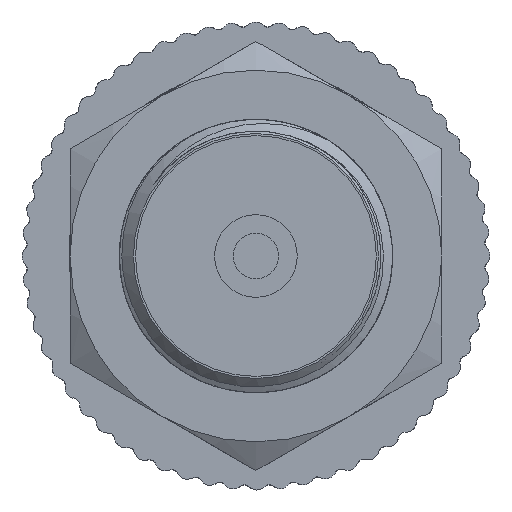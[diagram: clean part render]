
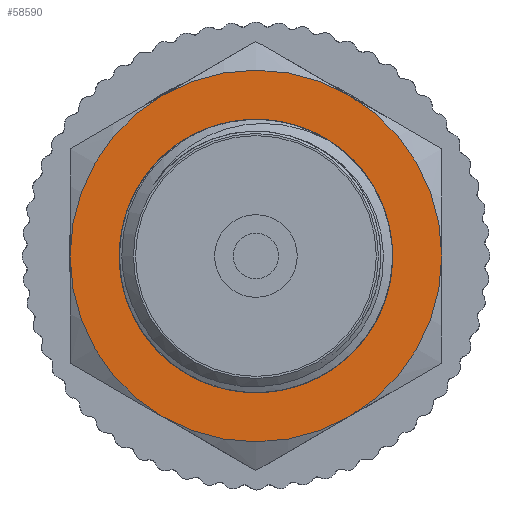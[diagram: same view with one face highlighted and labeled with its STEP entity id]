
A CAD part, left-side view. The second image highlights one B-rep face of the part: STEP entity #58590.
In plain terms, the highlighted face is planar.
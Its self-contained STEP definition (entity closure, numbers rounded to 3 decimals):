
#4459=FACE_BOUND('',#15322,.T.);
#7603=PLANE('',#66334);
#11396=FACE_OUTER_BOUND('',#15321,.T.);
#15321=EDGE_LOOP('',(#54430));
#15322=EDGE_LOOP('',(#54431));
#16058=CIRCLE('',#66333,13.5);
#16059=CIRCLE('',#66335,9.9);
#27900=VERTEX_POINT('',#131530);
#27901=VERTEX_POINT('',#131534);
#36747=EDGE_CURVE('',#27900,#27900,#16058,.T.);
#36749=EDGE_CURVE('',#27901,#27901,#16059,.T.);
#54430=ORIENTED_EDGE('',*,*,#36747,.T.);
#54431=ORIENTED_EDGE('',*,*,#36749,.F.);
#58590=ADVANCED_FACE('',(#11396,#4459),#7603,.T.);
#66333=AXIS2_PLACEMENT_3D('',#131531,#84122,#84123);
#66334=AXIS2_PLACEMENT_3D('',#131533,#84125,#84126);
#66335=AXIS2_PLACEMENT_3D('',#131535,#84127,#84128);
#84122=DIRECTION('center_axis',(1.,0.,0.));
#84123=DIRECTION('ref_axis',(0.,0.,-1.));
#84125=DIRECTION('center_axis',(1.,0.,0.));
#84126=DIRECTION('ref_axis',(0.,0.,-1.));
#84127=DIRECTION('center_axis',(1.,0.,0.));
#84128=DIRECTION('ref_axis',(0.,0.,-1.));
#131530=CARTESIAN_POINT('',(-23.,-13.5,0.));
#131531=CARTESIAN_POINT('Origin',(-23.,0.,0.));
#131533=CARTESIAN_POINT('Origin',(-23.,9.9,0.));
#131534=CARTESIAN_POINT('',(-23.,0.,9.9));
#131535=CARTESIAN_POINT('Origin',(-23.,0.,0.));
